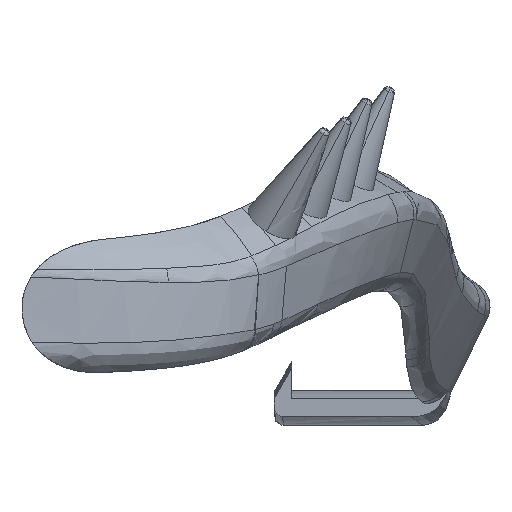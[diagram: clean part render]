
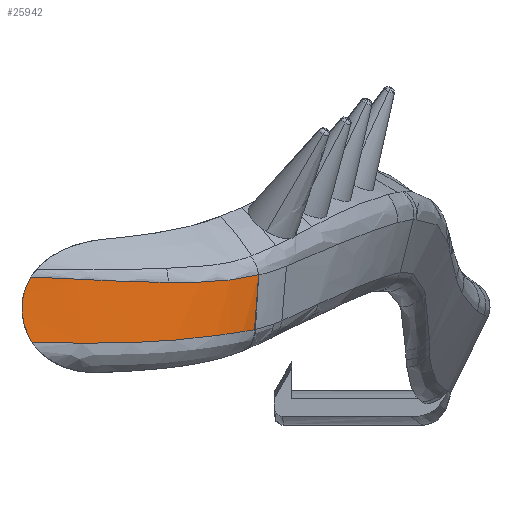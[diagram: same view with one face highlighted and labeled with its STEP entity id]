
A CAD part, left-side view. The second image highlights one B-rep face of the part: STEP entity #25942.
In plain terms, the highlighted free-form (B-spline) face has degree [1, 3] with [2, 9] control points.
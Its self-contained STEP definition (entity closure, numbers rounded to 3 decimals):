
#24134=CARTESIAN_POINT('Vertex',(-70.961,11.043,14.85)) ;
#24142=CARTESIAN_POINT('Vertex',(-73.699,19.218,15.173)) ;
#24146=CARTESIAN_POINT('Control Point',(-70.961,11.043,14.849)) ;
#24147=CARTESIAN_POINT('Control Point',(-71.761,12.615,14.855)) ;
#24148=CARTESIAN_POINT('Control Point',(-72.398,14.23,14.916)) ;
#24149=CARTESIAN_POINT('Control Point',(-72.919,15.89,15.021)) ;
#24150=CARTESIAN_POINT('Control Point',(-73.347,17.551,15.107)) ;
#24151=CARTESIAN_POINT('Control Point',(-73.699,19.218,15.173)) ;
#24222=CARTESIAN_POINT('Control Point',(-67.02,5.653,15.303)) ;
#24223=CARTESIAN_POINT('Control Point',(-67.083,5.713,15.288)) ;
#24224=CARTESIAN_POINT('Control Point',(-67.148,5.775,15.273)) ;
#24225=CARTESIAN_POINT('Control Point',(-67.229,5.854,15.254)) ;
#24226=CARTESIAN_POINT('Control Point',(-67.36,5.984,15.224)) ;
#24227=CARTESIAN_POINT('Control Point',(-67.489,6.115,15.196)) ;
#24228=CARTESIAN_POINT('Control Point',(-67.555,6.183,15.182)) ;
#24229=CARTESIAN_POINT('Control Point',(-67.85,6.492,15.121)) ;
#24230=CARTESIAN_POINT('Control Point',(-68.136,6.81,15.068)) ;
#24231=CARTESIAN_POINT('Control Point',(-68.353,7.062,15.032)) ;
#24232=CARTESIAN_POINT('Control Point',(-68.625,7.394,14.991)) ;
#24233=CARTESIAN_POINT('Control Point',(-68.889,7.735,14.958)) ;
#24234=CARTESIAN_POINT('Control Point',(-68.949,7.814,14.951)) ;
#24235=CARTESIAN_POINT('Control Point',(-69.036,7.93,14.941)) ;
#24236=CARTESIAN_POINT('Control Point',(-69.124,8.048,14.931)) ;
#24237=CARTESIAN_POINT('Control Point',(-69.142,8.073,14.929)) ;
#24238=CARTESIAN_POINT('Control Point',(-69.292,8.278,14.914)) ;
#24239=CARTESIAN_POINT('Control Point',(-69.435,8.481,14.901)) ;
#24240=CARTESIAN_POINT('Control Point',(-69.543,8.638,14.892)) ;
#24241=CARTESIAN_POINT('Control Point',(-69.703,8.876,14.881)) ;
#24242=CARTESIAN_POINT('Control Point',(-69.865,9.127,14.872)) ;
#24243=CARTESIAN_POINT('Control Point',(-69.916,9.207,14.869)) ;
#24244=CARTESIAN_POINT('Control Point',(-70.037,9.399,14.863)) ;
#24245=CARTESIAN_POINT('Control Point',(-70.156,9.594,14.859)) ;
#24246=CARTESIAN_POINT('Control Point',(-70.187,9.644,14.858)) ;
#24247=CARTESIAN_POINT('Control Point',(-70.388,9.982,14.852)) ;
#24248=CARTESIAN_POINT('Control Point',(-70.583,10.326,14.849)) ;
#24249=CARTESIAN_POINT('Control Point',(-70.713,10.565,14.849)) ;
#24250=CARTESIAN_POINT('Control Point',(-70.839,10.803,14.849)) ;
#24251=CARTESIAN_POINT('Control Point',(-70.961,11.043,14.85)) ;
#24252=CARTESIAN_POINT('Vertex',(-67.007,5.643,15.309)) ;
#25858=CARTESIAN_POINT('Control Point',(-67.02,5.653,15.303)) ;
#25859=CARTESIAN_POINT('Control Point',(-67.972,6.556,15.072)) ;
#25860=CARTESIAN_POINT('Control Point',(-69.359,8.223,14.868)) ;
#25861=CARTESIAN_POINT('Control Point',(-70.547,10.229,14.846)) ;
#25862=CARTESIAN_POINT('Control Point',(-71.453,12.009,14.854)) ;
#25863=CARTESIAN_POINT('Control Point',(-72.162,13.698,14.905)) ;
#25864=CARTESIAN_POINT('Control Point',(-73.091,16.541,15.05)) ;
#25865=CARTESIAN_POINT('Control Point',(-73.556,18.482,15.149)) ;
#25866=CARTESIAN_POINT('Control Point',(-73.816,19.786,15.196)) ;
#25867=CARTESIAN_POINT('Control Point',(-66.725,5.894,12.032)) ;
#25868=CARTESIAN_POINT('Control Point',(-67.795,6.671,11.898)) ;
#25869=CARTESIAN_POINT('Control Point',(-69.253,8.27,11.651)) ;
#25870=CARTESIAN_POINT('Control Point',(-70.446,10.252,11.437)) ;
#25871=CARTESIAN_POINT('Control Point',(-71.349,12.02,11.302)) ;
#25872=CARTESIAN_POINT('Control Point',(-72.054,13.703,11.231)) ;
#25873=CARTESIAN_POINT('Control Point',(-72.971,16.543,11.216)) ;
#25874=CARTESIAN_POINT('Control Point',(-73.442,18.477,11.262)) ;
#25875=CARTESIAN_POINT('Control Point',(-73.716,19.774,11.301)) ;
#25877=CARTESIAN_POINT('Control Point',(-73.583,19.159,11.283)) ;
#25878=CARTESIAN_POINT('Control Point',(-73.7,19.604,11.964)) ;
#25879=CARTESIAN_POINT('Control Point',(-73.774,19.87,12.78)) ;
#25880=CARTESIAN_POINT('Control Point',(-73.799,19.897,13.691)) ;
#25881=CARTESIAN_POINT('Control Point',(-73.771,19.645,14.497)) ;
#25882=CARTESIAN_POINT('Control Point',(-73.699,19.218,15.174)) ;
#25883=CARTESIAN_POINT('Vertex',(-73.583,19.159,11.283)) ;
#25887=CARTESIAN_POINT('Control Point',(-69.033,8.162,11.687)) ;
#25888=CARTESIAN_POINT('Control Point',(-69.148,8.31,11.667)) ;
#25889=CARTESIAN_POINT('Control Point',(-69.263,8.461,11.647)) ;
#25890=CARTESIAN_POINT('Control Point',(-69.375,8.614,11.627)) ;
#25891=CARTESIAN_POINT('Control Point',(-69.542,8.848,11.598)) ;
#25892=CARTESIAN_POINT('Control Point',(-69.701,9.083,11.57)) ;
#25893=CARTESIAN_POINT('Control Point',(-69.754,9.163,11.56)) ;
#25894=CARTESIAN_POINT('Control Point',(-69.861,9.326,11.542)) ;
#25895=CARTESIAN_POINT('Control Point',(-69.965,9.488,11.523)) ;
#25896=CARTESIAN_POINT('Control Point',(-70.006,9.552,11.516)) ;
#25897=CARTESIAN_POINT('Control Point',(-70.166,9.811,11.489)) ;
#25898=CARTESIAN_POINT('Control Point',(-70.321,10.072,11.462)) ;
#25899=CARTESIAN_POINT('Control Point',(-70.423,10.249,11.445)) ;
#25900=CARTESIAN_POINT('Control Point',(-70.631,10.623,11.411)) ;
#25901=CARTESIAN_POINT('Control Point',(-70.83,11.002,11.381)) ;
#25902=CARTESIAN_POINT('Control Point',(-70.915,11.168,11.368)) ;
#25903=CARTESIAN_POINT('Control Point',(-71.336,12.019,11.308)) ;
#25904=CARTESIAN_POINT('Control Point',(-71.713,12.889,11.266)) ;
#25905=CARTESIAN_POINT('Control Point',(-71.977,13.561,11.244)) ;
#25906=CARTESIAN_POINT('Control Point',(-72.52,15.083,11.216)) ;
#25907=CARTESIAN_POINT('Control Point',(-72.971,16.634,11.227)) ;
#25908=CARTESIAN_POINT('Control Point',(-73.18,17.421,11.24)) ;
#25909=CARTESIAN_POINT('Control Point',(-73.39,18.288,11.26)) ;
#25910=CARTESIAN_POINT('Control Point',(-73.583,19.159,11.283)) ;
#25911=CARTESIAN_POINT('Vertex',(-69.033,8.162,11.687)) ;
#25915=CARTESIAN_POINT('Control Point',(-66.725,5.894,12.032)) ;
#25916=CARTESIAN_POINT('Control Point',(-66.938,6.049,12.006)) ;
#25917=CARTESIAN_POINT('Control Point',(-67.138,6.205,11.979)) ;
#25918=CARTESIAN_POINT('Control Point',(-67.352,6.383,11.95)) ;
#25919=CARTESIAN_POINT('Control Point',(-67.686,6.679,11.903)) ;
#25920=CARTESIAN_POINT('Control Point',(-68.,6.986,11.856)) ;
#25921=CARTESIAN_POINT('Control Point',(-68.132,7.121,11.835)) ;
#25922=CARTESIAN_POINT('Control Point',(-68.397,7.402,11.793)) ;
#25923=CARTESIAN_POINT('Control Point',(-68.652,7.693,11.751)) ;
#25924=CARTESIAN_POINT('Control Point',(-68.78,7.844,11.73)) ;
#25925=CARTESIAN_POINT('Control Point',(-68.907,8.001,11.708)) ;
#25926=CARTESIAN_POINT('Control Point',(-69.033,8.162,11.687)) ;
#25927=CARTESIAN_POINT('Vertex',(-66.725,5.894,12.032)) ;
#25931=CARTESIAN_POINT('Control Point',(-67.02,5.653,15.303)) ;
#25932=CARTESIAN_POINT('Control Point',(-66.726,5.893,12.045)) ;
#25935=ORIENTED_EDGE('',*,*,#25885,.F.) ;
#25936=ORIENTED_EDGE('',*,*,#25913,.F.) ;
#25937=ORIENTED_EDGE('',*,*,#25929,.F.) ;
#25938=ORIENTED_EDGE('',*,*,#25933,.T.) ;
#25939=ORIENTED_EDGE('',*,*,#24254,.T.) ;
#25940=ORIENTED_EDGE('',*,*,#24152,.T.) ;
#25942=ADVANCED_FACE('DECO_Sample_Thron',(#25941),#25857,.F.) ;
#24145=B_SPLINE_CURVE_WITH_KNOTS('',5,(#24146,#24147,#24148,#24149,#24150,#24151),.UNSPECIFIED.,.F.,.U.,(6,6),(6.671,15.317),.UNSPECIFIED.) ;
#24221=B_SPLINE_CURVE_WITH_KNOTS('',5,(#24222,#24223,#24224,#24225,#24226,#24227,#24228,#24229,#24230,#24231,#24232,#24233,#24234,#24235,#24236,#24237,#24238,#24239,#24240,#24241,#24242,#24243,#24244,#24245,#24246,#24247,#24248,#24249,#24250,#24251),.UNSPECIFIED.,.F.,.U.,(6,3,3,3,3,3,3,3,3,6),(0.,0.621,1.273,3.583,4.262,4.638,6.047,6.785,7.632,9.52),.UNSPECIFIED.) ;
#25876=B_SPLINE_CURVE_WITH_KNOTS('',5,(#25877,#25878,#25879,#25880,#25881,#25882),.UNSPECIFIED.,.F.,.U.,(6,6),(0.,5.696),.UNSPECIFIED.) ;
#25886=B_SPLINE_CURVE_WITH_KNOTS('',5,(#25887,#25888,#25889,#25890,#25891,#25892,#25893,#25894,#25895,#25896,#25897,#25898,#25899,#25900,#25901,#25902,#25903,#25904,#25905,#25906,#25907,#25908,#25909,#25910),.UNSPECIFIED.,.F.,.U.,(6,3,3,3,3,3,3,6),(0.,1.276,1.939,2.632,4.102,5.717,10.857,17.22),.UNSPECIFIED.) ;
#25914=B_SPLINE_CURVE_WITH_KNOTS('',5,(#25915,#25916,#25917,#25918,#25919,#25920,#25921,#25922,#25923,#25924,#25925,#25926),.UNSPECIFIED.,.F.,.U.,(6,3,3,6),(0.,1.827,3.197,4.599),.UNSPECIFIED.) ;
#25930=B_SPLINE_CURVE_WITH_KNOTS('',1,(#25931,#25932),.UNSPECIFIED.,.F.,.U.,(2,2),(0.,3.536),.UNSPECIFIED.) ;
#25857=B_SPLINE_SURFACE_WITH_KNOTS('',1,3,((#25858,#25859,#25860,#25861,#25862,#25863,#25864,#25865,#25866),(#25867,#25868,#25869,#25870,#25871,#25872,#25873,#25874,#25875)),.UNSPECIFIED.,.F.,.F.,.U.,(2,2),(4,1,1,1,1,1,4),(0.,3.55),(0.,3.99,6.483,6.982,9.974,11.969,15.958),.UNSPECIFIED.) ;
#24152=EDGE_CURVE('',#24135,#24143,#24145,.T.) ;
#24254=EDGE_CURVE('',#24253,#24135,#24221,.T.) ;
#25885=EDGE_CURVE('',#25884,#24143,#25876,.T.) ;
#25913=EDGE_CURVE('',#25912,#25884,#25886,.T.) ;
#25929=EDGE_CURVE('',#25928,#25912,#25914,.T.) ;
#25933=EDGE_CURVE('',#25928,#24253,#25930,.F.) ;
#25934=EDGE_LOOP('',(#25935,#25936,#25937,#25938,#25939,#25940)) ;
#25941=FACE_OUTER_BOUND('',#25934,.T.) ;
#24135=VERTEX_POINT('',#24134) ;
#24143=VERTEX_POINT('',#24142) ;
#24253=VERTEX_POINT('',#24252) ;
#25884=VERTEX_POINT('',#25883) ;
#25912=VERTEX_POINT('',#25911) ;
#25928=VERTEX_POINT('',#25927) ;
